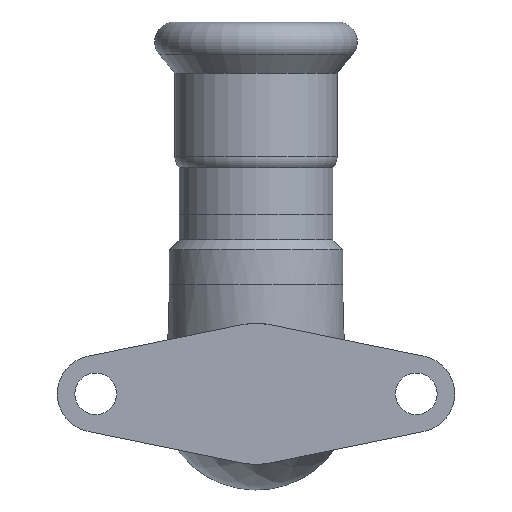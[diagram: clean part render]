
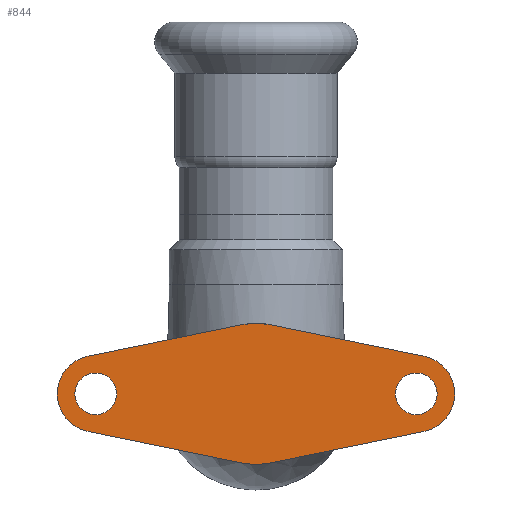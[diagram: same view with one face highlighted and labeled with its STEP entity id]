
A CAD part, left-side view. The second image highlights one B-rep face of the part: STEP entity #844.
In plain terms, the highlighted planar face has unit normal (-1, 0, 0).
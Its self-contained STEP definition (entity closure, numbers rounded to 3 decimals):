
#44=LINE($,#1903,#76);
#47=LINE($,#1909,#79);
#50=LINE($,#1918,#82);
#51=LINE($,#1920,#83);
#76=VECTOR($,#1120,24.495);
#79=VECTOR($,#1125,24.495);
#82=VECTOR($,#1136,24.495);
#83=VECTOR($,#1139,24.495);
#111=PLANE($,#937);
#160=FACE_BOUND($,#272,.T.);
#161=FACE_BOUND($,#273,.T.);
#162=FACE_BOUND($,#274,.T.);
#272=EDGE_LOOP($,(#680));
#273=EDGE_LOOP($,(#681));
#274=EDGE_LOOP($,(#682,#683,#684,#685,#686,#687,#688,#689));
#321=CIRCLE($,#883,11.);
#328=CIRCLE($,#895,11.);
#347=CIRCLE($,#924,3.25);
#349=CIRCLE($,#927,3.25);
#350=CIRCLE($,#929,6.);
#352=CIRCLE($,#934,6.);
#384=VERTEX_POINT($,#1294);
#385=VERTEX_POINT($,#1296);
#397=VERTEX_POINT($,#1369);
#398=VERTEX_POINT($,#1371);
#419=VERTEX_POINT($,#1889);
#421=VERTEX_POINT($,#1894);
#422=VERTEX_POINT($,#1897);
#423=VERTEX_POINT($,#1899);
#425=VERTEX_POINT($,#1907);
#427=VERTEX_POINT($,#1913);
#464=EDGE_CURVE($,#384,#385,#321,.T.);
#482=EDGE_CURVE($,#397,#398,#328,.T.);
#509=EDGE_CURVE($,#419,#419,#347,.T.);
#511=EDGE_CURVE($,#421,#421,#349,.T.);
#513=EDGE_CURVE($,#422,#423,#350,.T.);
#515=EDGE_CURVE($,#398,#422,#44,.T.);
#518=EDGE_CURVE($,#425,#397,#47,.T.);
#521=EDGE_CURVE($,#427,#425,#352,.T.);
#523=EDGE_CURVE($,#385,#427,#50,.T.);
#524=EDGE_CURVE($,#423,#384,#51,.T.);
#680=ORIENTED_EDGE($,*,*,#509,.T.);
#681=ORIENTED_EDGE($,*,*,#511,.T.);
#682=ORIENTED_EDGE($,*,*,#524,.F.);
#683=ORIENTED_EDGE($,*,*,#513,.F.);
#684=ORIENTED_EDGE($,*,*,#515,.F.);
#685=ORIENTED_EDGE($,*,*,#482,.F.);
#686=ORIENTED_EDGE($,*,*,#518,.F.);
#687=ORIENTED_EDGE($,*,*,#521,.F.);
#688=ORIENTED_EDGE($,*,*,#523,.F.);
#689=ORIENTED_EDGE($,*,*,#464,.F.);
#844=ADVANCED_FACE($,(#160,#161,#162),#111,.F.);
#883=AXIS2_PLACEMENT_3D($,#1297,#1012,#1013);
#895=AXIS2_PLACEMENT_3D($,#1372,#1042,#1043);
#924=AXIS2_PLACEMENT_3D($,#1890,#1104,#1105);
#927=AXIS2_PLACEMENT_3D($,#1895,#1110,#1111);
#929=AXIS2_PLACEMENT_3D($,#1900,#1115,#1116);
#934=AXIS2_PLACEMENT_3D($,#1915,#1131,#1132);
#937=AXIS2_PLACEMENT_3D($,#1921,#1140,#1141);
#1012=DIRECTION('center_axis',(1.,0.,0.));
#1013=DIRECTION('ref_axis',(0.,-0.2,-0.98));
#1042=DIRECTION('center_axis',(1.,0.,0.));
#1043=DIRECTION('ref_axis',(0.,0.2,0.98));
#1104=DIRECTION('center_axis',(1.,0.,0.));
#1105=DIRECTION('ref_axis',(0.,-1.,0.));
#1110=DIRECTION('center_axis',(1.,0.,0.));
#1111=DIRECTION('ref_axis',(0.,-1.,0.));
#1115=DIRECTION('center_axis',(1.,0.,0.));
#1116=DIRECTION('ref_axis',(0.,-0.2,0.98));
#1120=DIRECTION($,(0.,-0.98,-0.2));
#1125=DIRECTION($,(0.,-0.98,0.2));
#1131=DIRECTION('center_axis',(1.,0.,0.));
#1132=DIRECTION('ref_axis',(0.,0.2,-0.98));
#1136=DIRECTION($,(0.,0.98,0.2));
#1139=DIRECTION($,(0.,0.98,-0.2));
#1140=DIRECTION('center_axis',(1.,0.,0.));
#1141=DIRECTION('ref_axis',(0.,0.,-1.));
#1294=CARTESIAN_POINT('',(-30.,-2.2,-38.778));
#1296=CARTESIAN_POINT('',(-30.,2.2,-38.778));
#1297=CARTESIAN_POINT('Origin',(-30.,0.,-28.));
#1369=CARTESIAN_POINT('',(-30.,2.2,-17.222));
#1371=CARTESIAN_POINT('',(-30.,-2.2,-17.222));
#1372=CARTESIAN_POINT('Origin',(-30.,0.,-28.));
#1889=CARTESIAN_POINT('',(-30.,-21.75,-28.));
#1890=CARTESIAN_POINT('Origin',(-30.,-25.,-28.));
#1894=CARTESIAN_POINT('',(-30.,28.25,-28.));
#1895=CARTESIAN_POINT('Origin',(-30.,25.,-28.));
#1897=CARTESIAN_POINT('',(-30.,-26.2,-22.121));
#1899=CARTESIAN_POINT('',(-30.,-26.2,-33.879));
#1900=CARTESIAN_POINT('Origin',(-30.,-25.,-28.));
#1903=CARTESIAN_POINT($,(-30.,-2.2,-17.222));
#1907=CARTESIAN_POINT('',(-30.,26.2,-22.121));
#1909=CARTESIAN_POINT($,(-30.,26.2,-22.121));
#1913=CARTESIAN_POINT('',(-30.,26.2,-33.879));
#1915=CARTESIAN_POINT('Origin',(-30.,25.,-28.));
#1918=CARTESIAN_POINT($,(-30.,2.2,-38.778));
#1920=CARTESIAN_POINT($,(-30.,-26.2,-33.879));
#1921=CARTESIAN_POINT('Origin',(-30.,0.,-28.));
